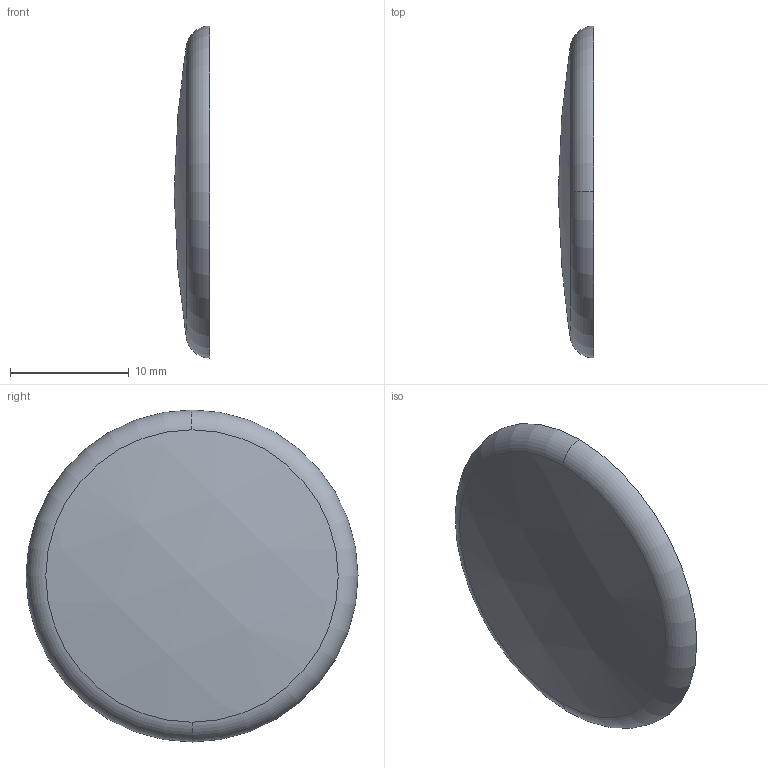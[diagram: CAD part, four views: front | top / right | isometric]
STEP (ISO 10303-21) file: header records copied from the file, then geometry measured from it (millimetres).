
FILE_DESCRIPTION(('STEP AP214'),'1');
FILE_NAME('cctmp_3CF583F1-C272-4D0C-9DB1-1460669F356C_2020_1_13_17_23_2_355..stp','2020-01-13T16:23:02',('Bosch Rexroth AG'),('CADClick - www.CADClick.com'),'Spatial InterOp 3D',' ','unknown authorization - (Healing Option Enabled)');
FILE_SCHEMA(('AUTOMOTIVE_DESIGN'));
Length unit declared in the file: millimetre
Products named in the file (1): 2020_01_13__17-23-02-355
Bounding box: 3 x 28 x 28 mm (x, y, z)
Volume: 1391.5 mm3; surface area: 1333.3 mm2
Topology: 1 solids, 1 shells, 4 faces, 6 edges, 4 vertices
Faces by surface type: torus 2, sphere 1, plane 1
Entity records: 153 total; most frequent: DIRECTION 22, CARTESIAN_POINT 15, ORIENTED_EDGE 12, AXIS2_PLACEMENT_3D 11, EDGE_CURVE 6, CIRCLE 6, STYLED_ITEM 5, PRESENTATION_STYLE_ASSIGNMENT 5
